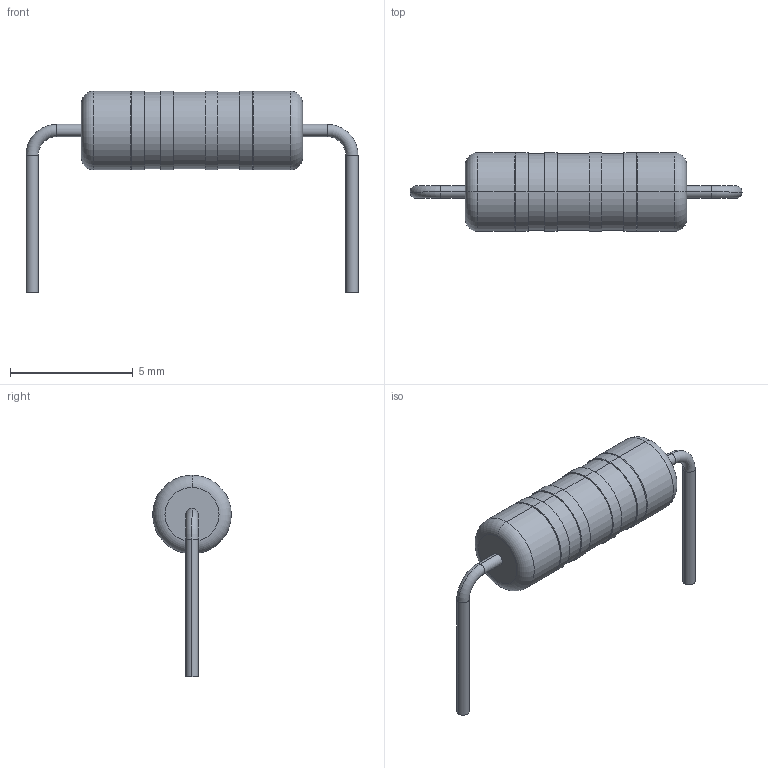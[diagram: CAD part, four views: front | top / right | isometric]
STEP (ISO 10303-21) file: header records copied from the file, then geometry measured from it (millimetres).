
FILE_DESCRIPTION (( 'STEP AP214' ), '1' );
FILE_NAME ('RES-TH_BD3.2-L9.0-P13.00-D0.5.step', '2022-07-28T09:11:49', ( '' ), ( '' ), 'SwSTEP 2.0', 'SolidWorks 2020', '' );
FILE_SCHEMA (( 'AUTOMOTIVE_DESIGN' ));
Length unit declared in the file: millimetre
Products named in the file (1): RES-TH_BD3.2-L9.0-P13.00-D0.5
Bounding box: 13.5 x 3.2 x 8.2 mm (x, y, z)
Volume: 73.1 mm3; surface area: 131.1 mm2
Topology: 1 solids, 1 shells, 274 faces, 713 edges, 470 vertices
Faces by surface type: plane 138, bspline 98, cylinder 26, torus 8, cone 4
Entity records: 11917 total; most frequent: CARTESIAN_POINT 2764, ORIENTED_EDGE 1426, DIRECTION 935, EDGE_CURVE 713, VERTEX_POINT 470, VECTOR 445, LINE 445, EDGE_LOOP 303
